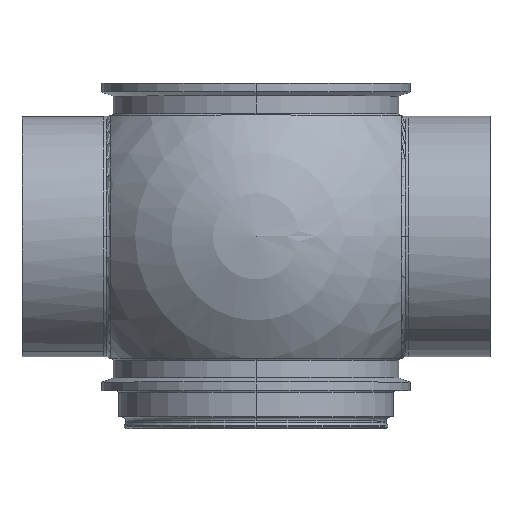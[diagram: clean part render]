
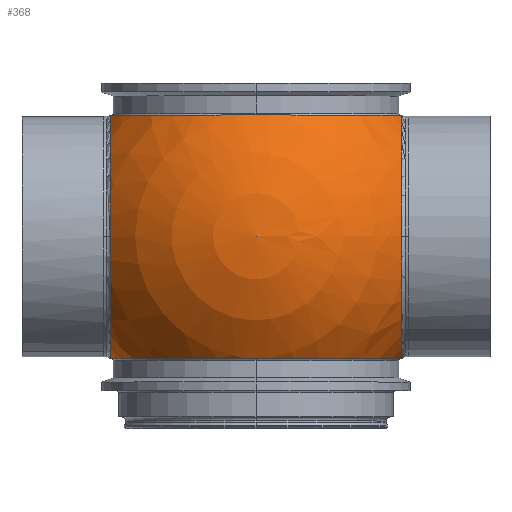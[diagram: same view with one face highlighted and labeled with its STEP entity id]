
A CAD part, top view. The second image highlights one B-rep face of the part: STEP entity #368.
In plain terms, the highlighted spherical face has radius 82.55 mm.
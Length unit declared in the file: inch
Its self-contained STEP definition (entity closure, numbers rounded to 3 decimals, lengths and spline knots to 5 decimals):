
#44 = AXIS2_PLACEMENT_3D ( 'NONE', #620, #1520, #747 ) ;
#54 = ORIENTED_EDGE ( 'NONE', *, *, #277, .T. ) ;
#124 = CARTESIAN_POINT ( 'NONE',  ( 2.42, -2.033, 0.75697 ) ) ;
#161 = DIRECTION ( 'NONE',  ( 0., 0., -1. ) ) ;
#226 = AXIS2_PLACEMENT_3D ( 'NONE', #754, #1646, #883 ) ;
#277 = EDGE_CURVE ( 'NONE', #559, #1032, #996, .T. ) ;
#289 = AXIS2_PLACEMENT_3D ( 'NONE', #627, #1529, #759 ) ;
#298 = DIRECTION ( 'NONE',  ( 0., 1., 0. ) ) ;
#368 = ADVANCED_FACE ( 'NONE', ( #912 ), #1216, .T. ) ;
#404 = ORIENTED_EDGE ( 'NONE', *, *, #1322, .T. ) ;
#426 = CARTESIAN_POINT ( 'NONE',  ( 0., 0., 0. ) ) ;
#526 = EDGE_LOOP ( 'NONE', ( #1534, #54, #1226, #404 ) ) ;
#559 = VERTEX_POINT ( 'NONE', #1617 ) ;
#619 = CIRCLE ( 'NONE', #1097, 2.53563 ) ;
#620 = CARTESIAN_POINT ( 'NONE',  ( 2.42, 0., 0. ) ) ;
#627 = CARTESIAN_POINT ( 'NONE',  ( -2.42, 0., 0. ) ) ;
#747 = DIRECTION ( 'NONE',  ( 0., 0., 1. ) ) ;
#754 = CARTESIAN_POINT ( 'NONE',  ( 0., 2.017, 0. ) ) ;
#759 = DIRECTION ( 'NONE',  ( 0., 0., -1. ) ) ;
#800 = EDGE_CURVE ( 'NONE', #1032, #1447, #619, .T. ) ;
#810 = DIRECTION ( 'NONE',  ( 1., 0., 0. ) ) ;
#873 = CIRCLE ( 'NONE', #226, 2.54837 ) ;
#883 = DIRECTION ( 'NONE',  ( 0., 0., 1. ) ) ;
#907 = AXIS2_PLACEMENT_3D ( 'NONE', #426, #161, #810 ) ;
#912 = FACE_OUTER_BOUND ( 'NONE', #526, .T. ) ;
#996 = CIRCLE ( 'NONE', #289, 2.16935 ) ;
#1032 = VERTEX_POINT ( 'NONE', #1482 ) ;
#1072 = CARTESIAN_POINT ( 'NONE',  ( 0., -2.033, 0. ) ) ;
#1097 = AXIS2_PLACEMENT_3D ( 'NONE', #1072, #298, #1208 ) ;
#1156 = CARTESIAN_POINT ( 'NONE',  ( 2.42, 2.017, 0.79863 ) ) ;
#1208 = DIRECTION ( 'NONE',  ( 0., 0., 1. ) ) ;
#1216 = SPHERICAL_SURFACE ( 'NONE', #907, 3.25 ) ;
#1226 = ORIENTED_EDGE ( 'NONE', *, *, #800, .T. ) ;
#1268 = CIRCLE ( 'NONE', #44, 2.16935 ) ;
#1322 = EDGE_CURVE ( 'NONE', #1447, #1430, #1268, .T. ) ;
#1353 = EDGE_CURVE ( 'NONE', #559, #1430, #873, .T. ) ;
#1430 = VERTEX_POINT ( 'NONE', #1156 ) ;
#1447 = VERTEX_POINT ( 'NONE', #124 ) ;
#1482 = CARTESIAN_POINT ( 'NONE',  ( -2.42, -2.033, 0.75697 ) ) ;
#1520 = DIRECTION ( 'NONE',  ( -1., 0., 0. ) ) ;
#1529 = DIRECTION ( 'NONE',  ( 1., 0., 0. ) ) ;
#1534 = ORIENTED_EDGE ( 'NONE', *, *, #1353, .F. ) ;
#1617 = CARTESIAN_POINT ( 'NONE',  ( -2.42, 2.017, 0.79863 ) ) ;
#1646 = DIRECTION ( 'NONE',  ( 0., 1., 0. ) ) ;
